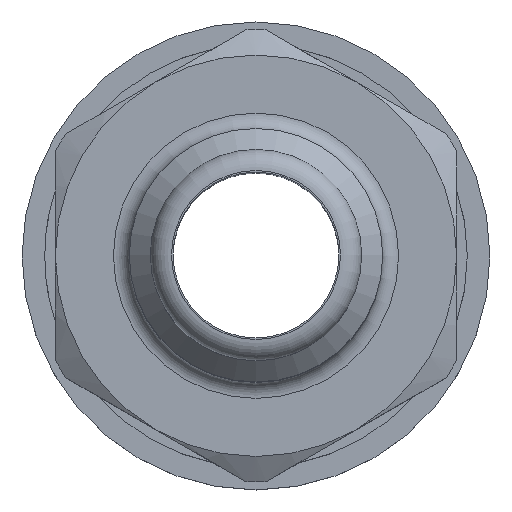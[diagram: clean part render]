
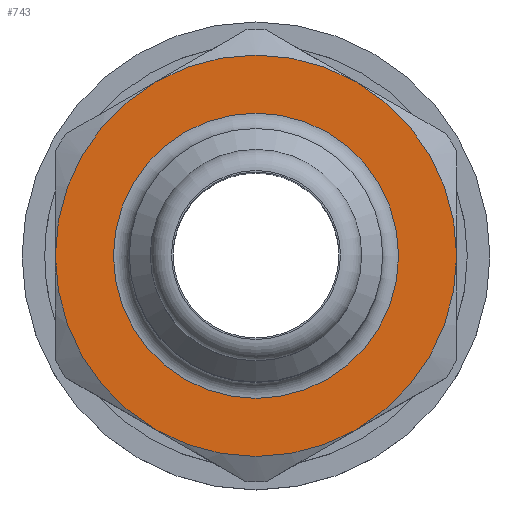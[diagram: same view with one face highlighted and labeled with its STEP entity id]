
A CAD part, top view. The second image highlights one B-rep face of the part: STEP entity #743.
In plain terms, the highlighted planar face has unit normal (0, 0, 1).
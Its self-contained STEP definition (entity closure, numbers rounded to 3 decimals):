
#32=PLANE('',#846);
#126=CIRCLE('',#785,9.5);
#127=CIRCLE('',#787,9.5);
#130=CIRCLE('',#791,9.5);
#131=CIRCLE('',#793,9.5);
#133=CIRCLE('',#796,9.5);
#135=CIRCLE('',#799,9.5);
#159=CIRCLE('',#845,6.75);
#271=ORIENTED_EDGE('',*,*,#382,.F.);
#272=ORIENTED_EDGE('',*,*,#376,.F.);
#273=ORIENTED_EDGE('',*,*,#374,.F.);
#274=ORIENTED_EDGE('',*,*,#392,.F.);
#275=ORIENTED_EDGE('',*,*,#388,.F.);
#276=ORIENTED_EDGE('',*,*,#384,.F.);
#277=ORIENTED_EDGE('',*,*,#441,.T.);
#374=EDGE_CURVE('',#470,#468,#126,.T.);
#376=EDGE_CURVE('',#468,#472,#127,.T.);
#382=EDGE_CURVE('',#472,#475,#130,.T.);
#384=EDGE_CURVE('',#475,#478,#131,.T.);
#388=EDGE_CURVE('',#478,#481,#133,.T.);
#392=EDGE_CURVE('',#481,#470,#135,.T.);
#441=EDGE_CURVE('',#519,#519,#159,.T.);
#468=VERTEX_POINT('',#1149);
#470=VERTEX_POINT('',#1156);
#472=VERTEX_POINT('',#1165);
#475=VERTEX_POINT('',#1178);
#478=VERTEX_POINT('',#1193);
#481=VERTEX_POINT('',#1207);
#519=VERTEX_POINT('',#1330);
#583=EDGE_LOOP('',(#271,#272,#273,#274,#275,#276));
#584=EDGE_LOOP('',(#277));
#663=FACE_BOUND('',#583,.T.);
#664=FACE_BOUND('',#584,.T.);
#743=ADVANCED_FACE('',(#663,#664),#32,.F.);
#785=AXIS2_PLACEMENT_3D('',#1157,#898,#899);
#787=AXIS2_PLACEMENT_3D('',#1164,#902,#903);
#791=AXIS2_PLACEMENT_3D('',#1185,#910,#911);
#793=AXIS2_PLACEMENT_3D('',#1192,#914,#915);
#796=AXIS2_PLACEMENT_3D('',#1206,#920,#921);
#799=AXIS2_PLACEMENT_3D('',#1220,#926,#927);
#845=AXIS2_PLACEMENT_3D('',#1329,#1042,#1043);
#846=AXIS2_PLACEMENT_3D('',#1331,#1044,#1045);
#898=DIRECTION('',(0.,0.,-1.));
#899=DIRECTION('',(-1.,0.,0.));
#902=DIRECTION('',(0.,0.,-1.));
#903=DIRECTION('',(-1.,0.,0.));
#910=DIRECTION('',(0.,0.,-1.));
#911=DIRECTION('',(-1.,0.,0.));
#914=DIRECTION('',(0.,0.,-1.));
#915=DIRECTION('',(-1.,0.,0.));
#920=DIRECTION('',(0.,0.,-1.));
#921=DIRECTION('',(-1.,0.,0.));
#926=DIRECTION('',(0.,0.,-1.));
#927=DIRECTION('',(-1.,0.,0.));
#1042=DIRECTION('',(0.,0.,-1.));
#1043=DIRECTION('',(-1.,0.,0.));
#1044=DIRECTION('',(0.,0.,-1.));
#1045=DIRECTION('',(-1.,0.,0.));
#1149=CARTESIAN_POINT('',(-9.5,0.,14.));
#1156=CARTESIAN_POINT('',(-4.75,-8.227,14.));
#1157=CARTESIAN_POINT('',(0.,0.,14.));
#1164=CARTESIAN_POINT('',(0.,0.,14.));
#1165=CARTESIAN_POINT('',(-4.75,8.227,14.));
#1178=CARTESIAN_POINT('',(4.75,8.227,14.));
#1185=CARTESIAN_POINT('',(0.,0.,14.));
#1192=CARTESIAN_POINT('',(0.,0.,14.));
#1193=CARTESIAN_POINT('',(9.5,0.,14.));
#1206=CARTESIAN_POINT('',(0.,0.,14.));
#1207=CARTESIAN_POINT('',(4.75,-8.227,14.));
#1220=CARTESIAN_POINT('',(0.,0.,14.));
#1329=CARTESIAN_POINT('',(0.,0.,14.));
#1330=CARTESIAN_POINT('',(-6.75,0.,14.));
#1331=CARTESIAN_POINT('',(0.,6.75,14.));
